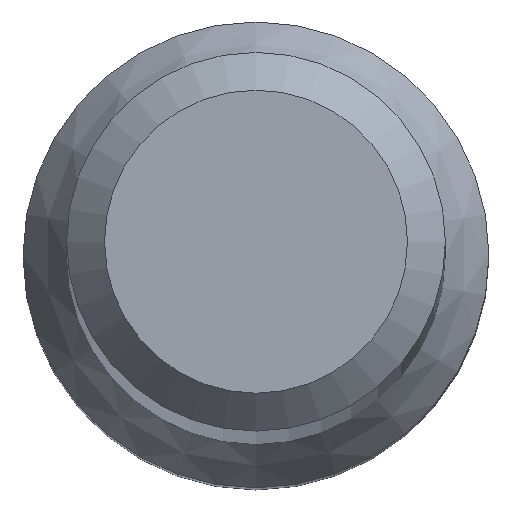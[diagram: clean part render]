
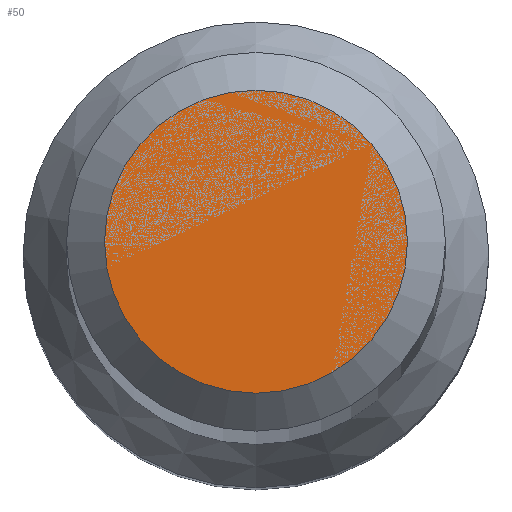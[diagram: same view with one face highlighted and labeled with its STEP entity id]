
A CAD part, top view. The second image highlights one B-rep face of the part: STEP entity #50.
In plain terms, the highlighted planar face has unit normal (0, 0, 1).
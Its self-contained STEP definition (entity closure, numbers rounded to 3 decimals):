
#12 = DIRECTION ( 'NONE',  ( 0., 0., -1. ) ) ;
#34 = CARTESIAN_POINT ( 'NONE',  ( 0., 1.2, 70. ) ) ;
#50 = ADVANCED_FACE ( 'NONE', ( #68 ), #248, .F. ) ;
#68 = FACE_OUTER_BOUND ( 'NONE', #234, .T. ) ;
#77 = DIRECTION ( 'NONE',  ( 0., 1., 0. ) ) ;
#93 = DIRECTION ( 'NONE',  ( 0., 1., 0. ) ) ;
#104 = AXIS2_PLACEMENT_3D ( 'NONE', #114, #199, #93 ) ;
#114 = CARTESIAN_POINT ( 'NONE',  ( 0., 0., 70. ) ) ;
#135 = ORIENTED_EDGE ( 'NONE', *, *, #291, .F. ) ;
#138 = AXIS2_PLACEMENT_3D ( 'NONE', #215, #12, #77 ) ;
#184 = VERTEX_POINT ( 'NONE', #34 ) ;
#199 = DIRECTION ( 'NONE',  ( 0., 0., -1. ) ) ;
#215 = CARTESIAN_POINT ( 'NONE',  ( 0., 0., 70. ) ) ;
#234 = EDGE_LOOP ( 'NONE', ( #135 ) ) ;
#248 = PLANE ( 'NONE',  #104 ) ;
#291 = EDGE_CURVE ( 'NONE', #184, #184, #302, .T. ) ;
#302 = CIRCLE ( 'NONE', #138, 1.2 ) ;
